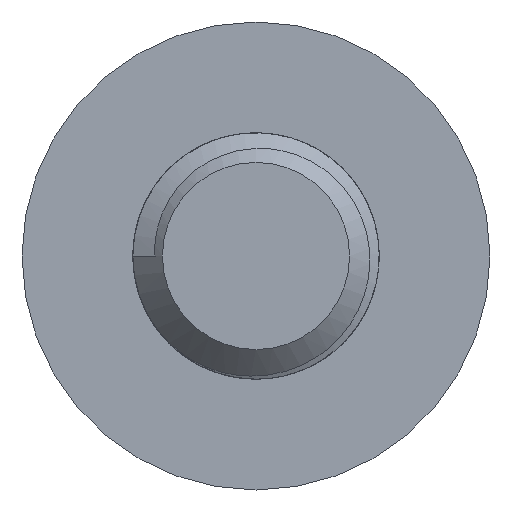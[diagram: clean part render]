
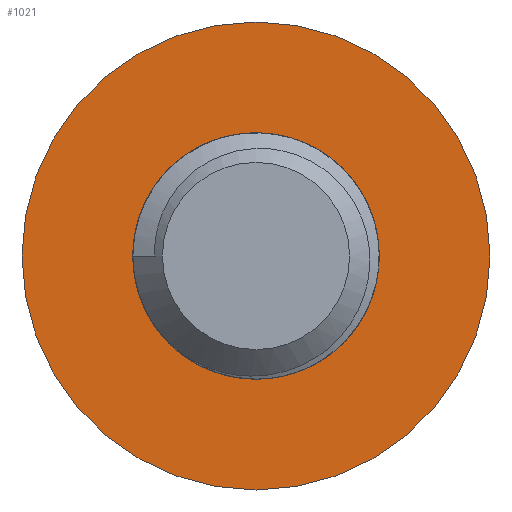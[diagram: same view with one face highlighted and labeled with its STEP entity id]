
A CAD part, left-side view. The second image highlights one B-rep face of the part: STEP entity #1021.
In plain terms, the highlighted face is planar.
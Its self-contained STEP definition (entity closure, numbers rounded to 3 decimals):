
#23=PLANE('',#1110);
#35=FACE_BOUND('',#200,.T.);
#80=CIRCLE('',#1074,2.5);
#81=CIRCLE('',#1076,2.5);
#84=CIRCLE('',#1096,4.75);
#93=CIRCLE('',#1111,2.5);
#136=FACE_OUTER_BOUND('',#199,.T.);
#199=EDGE_LOOP('',(#798));
#200=EDGE_LOOP('',(#799,#800,#801));
#418=VERTEX_POINT('',#2028);
#420=VERTEX_POINT('',#2031);
#423=VERTEX_POINT('',#2086);
#457=VERTEX_POINT('',#3276);
#534=EDGE_CURVE('',#418,#420,#80,.T.);
#538=EDGE_CURVE('',#420,#423,#81,.T.);
#589=EDGE_CURVE('',#457,#457,#84,.T.);
#604=EDGE_CURVE('',#423,#418,#93,.T.);
#798=ORIENTED_EDGE('',*,*,#589,.F.);
#799=ORIENTED_EDGE('',*,*,#538,.F.);
#800=ORIENTED_EDGE('',*,*,#534,.F.);
#801=ORIENTED_EDGE('',*,*,#604,.F.);
#1021=ADVANCED_FACE('',(#136,#35),#23,.F.);
#1074=AXIS2_PLACEMENT_3D('',#2032,#1191,#1192);
#1076=AXIS2_PLACEMENT_3D('',#2087,#1196,#1197);
#1096=AXIS2_PLACEMENT_3D('',#3278,#1252,#1253);
#1110=AXIS2_PLACEMENT_3D('',#3398,#1282,#1283);
#1111=AXIS2_PLACEMENT_3D('',#3399,#1284,#1285);
#1191=DIRECTION('center_axis',(0.,0.,-1.));
#1192=DIRECTION('ref_axis',(1.,0.,0.));
#1196=DIRECTION('center_axis',(0.,0.,-1.));
#1197=DIRECTION('ref_axis',(1.,0.,0.));
#1252=DIRECTION('center_axis',(0.,0.,1.));
#1253=DIRECTION('ref_axis',(1.,0.,0.));
#1282=DIRECTION('center_axis',(0.,0.,1.));
#1283=DIRECTION('ref_axis',(1.,0.,0.));
#1284=DIRECTION('center_axis',(0.,0.,-1.));
#1285=DIRECTION('ref_axis',(1.,0.,0.));
#2028=CARTESIAN_POINT('',(0.,-2.5,-2.75));
#2031=CARTESIAN_POINT('',(2.5,0.,-2.75));
#2032=CARTESIAN_POINT('Origin',(0.,0.,-2.75));
#2086=CARTESIAN_POINT('',(1.768,-1.768,-2.75));
#2087=CARTESIAN_POINT('Origin',(0.,0.,-2.75));
#3276=CARTESIAN_POINT('',(-4.75,0.,-2.75));
#3278=CARTESIAN_POINT('Origin',(0.,0.,-2.75));
#3398=CARTESIAN_POINT('Origin',(0.,-4.75,-2.75));
#3399=CARTESIAN_POINT('Origin',(0.,0.,-2.75));
